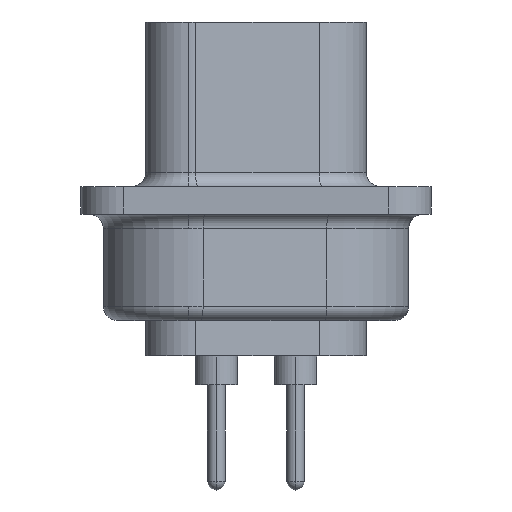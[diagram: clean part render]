
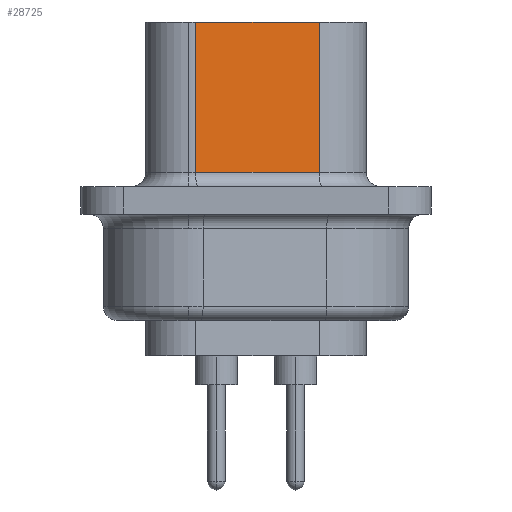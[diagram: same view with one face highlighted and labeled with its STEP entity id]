
A CAD part, left-side view. The second image highlights one B-rep face of the part: STEP entity #28725.
In plain terms, the highlighted planar face has unit normal (-0.985, -0.174, 0).
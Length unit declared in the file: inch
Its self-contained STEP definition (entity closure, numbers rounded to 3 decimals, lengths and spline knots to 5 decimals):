
#207 = ORIENTED_EDGE ( 'NONE', *, *, #17036, .T. ) ;
#421 = EDGE_CURVE ( 'NONE', #16390, #24430, #23533, .T. ) ;
#825 = VERTEX_POINT ( 'NONE', #8920 ) ;
#968 = FACE_OUTER_BOUND ( 'NONE', #19906, .T. ) ;
#3967 = CARTESIAN_POINT ( 'NONE',  ( -0.755, 0.08508, 0.2515 ) ) ;
#5162 = VECTOR ( 'NONE', #19325, 39.37008 ) ;
#5547 = VERTEX_POINT ( 'NONE', #5558 ) ;
#5558 = CARTESIAN_POINT ( 'NONE',  ( -0.72424, -0.08939, 0.2515 ) ) ;
#5715 = VECTOR ( 'NONE', #23313, 39.37008 ) ;
#5941 = PLANE ( 'NONE',  #27264 ) ;
#6916 = VECTOR ( 'NONE', #13208, 39.37008 ) ;
#7887 = DIRECTION ( 'NONE',  ( -0.174, 0.985, 0. ) ) ;
#8920 = CARTESIAN_POINT ( 'NONE',  ( -0.755, 0.08508, 0.2515 ) ) ;
#13208 = DIRECTION ( 'NONE',  ( 0.174, -0.985, 0. ) ) ;
#14600 = CARTESIAN_POINT ( 'NONE',  ( -0.72424, -0.08939, 0.0395 ) ) ;
#15095 = CARTESIAN_POINT ( 'NONE',  ( -0.755, 0.08508, 0.0395 ) ) ;
#15938 = LINE ( 'NONE', #3967, #6916 ) ;
#16076 = EDGE_CURVE ( 'NONE', #5547, #24430, #27959, .T. ) ;
#16221 = CARTESIAN_POINT ( 'NONE',  ( -0.72424, -0.08939, 0.0395 ) ) ;
#16390 = VERTEX_POINT ( 'NONE', #15095 ) ;
#16927 = LINE ( 'NONE', #26269, #26002 ) ;
#16988 = CARTESIAN_POINT ( 'NONE',  ( -0.755, 0.08508, 0.2515 ) ) ;
#17036 = EDGE_CURVE ( 'NONE', #825, #16390, #16927, .T. ) ;
#17562 = EDGE_CURVE ( 'NONE', #825, #5547, #15938, .T. ) ;
#19325 = DIRECTION ( 'NONE',  ( 0.174, -0.985, 0. ) ) ;
#19906 = EDGE_LOOP ( 'NONE', ( #207, #21941, #23045, #20026 ) ) ;
#20026 = ORIENTED_EDGE ( 'NONE', *, *, #17562, .F. ) ;
#21941 = ORIENTED_EDGE ( 'NONE', *, *, #421, .T. ) ;
#23045 = ORIENTED_EDGE ( 'NONE', *, *, #16076, .F. ) ;
#23313 = DIRECTION ( 'NONE',  ( 0., 0., -1. ) ) ;
#23533 = LINE ( 'NONE', #14600, #5162 ) ;
#24430 = VERTEX_POINT ( 'NONE', #16221 ) ;
#26002 = VECTOR ( 'NONE', #28641, 39.37008 ) ;
#26269 = CARTESIAN_POINT ( 'NONE',  ( -0.755, 0.08508, 0.2515 ) ) ;
#27264 = AXIS2_PLACEMENT_3D ( 'NONE', #16988, #28284, #7887 ) ;
#27532 = CARTESIAN_POINT ( 'NONE',  ( -0.72424, -0.08939, 0.2515 ) ) ;
#27959 = LINE ( 'NONE', #27532, #5715 ) ;
#28284 = DIRECTION ( 'NONE',  ( 0.985, 0.174, 0. ) ) ;
#28641 = DIRECTION ( 'NONE',  ( 0., 0., -1. ) ) ;
#28725 = ADVANCED_FACE ( 'NONE', ( #968 ), #5941, .F. ) ;
